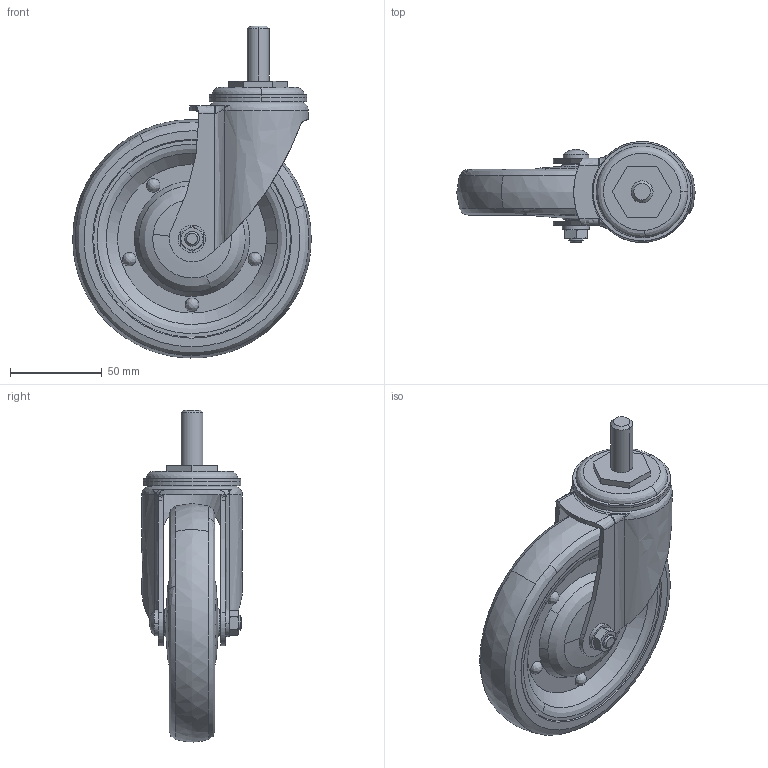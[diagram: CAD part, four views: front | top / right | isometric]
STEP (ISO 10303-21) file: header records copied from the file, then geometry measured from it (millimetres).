
FILE_DESCRIPTION((''),'2;1');
FILE_NAME('','2005-12-15T16:48:26',(''),(''),'','CADfix','');
FILE_SCHEMA(('AUTOMOTIVE_DESIGN'));
Length unit declared in the file: millimetre
Products named in the file (5): wheel; axle; main shaft; body; No_308_24782_36
Assembly tree (4 placements, depth 2):
  No_308_24782_36
    wheel
    axle
    main shaft
    body
Bounding box: 129.99 x 55 x 180.99 mm (x, y, z)
Volume: 305661.2 mm3; surface area: 69366.7 mm2
Topology: 4 solids, 4 shells, 188 faces, 569 edges, 417 vertices
Faces by surface type: bspline 188
Entity records: 8713 total; most frequent: CARTESIAN_POINT 5570, ORIENTED_EDGE 1136, EDGE_CURVE 568, VERTEX_POINT 417, EDGE_LOOP 225, FACE_OUTER_BOUND 188, ADVANCED_FACE 188, QUASI_UNIFORM_CURVE 127
